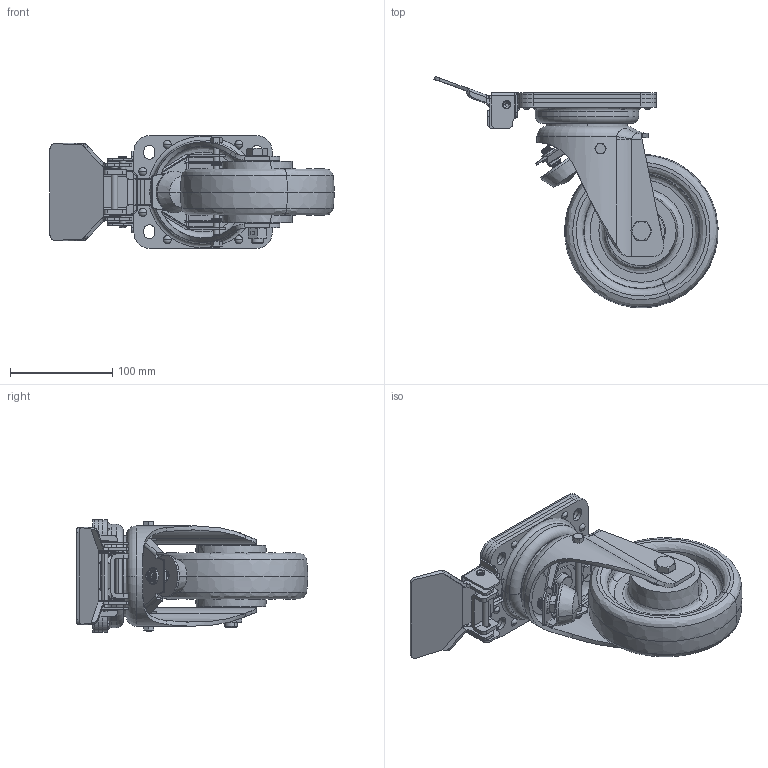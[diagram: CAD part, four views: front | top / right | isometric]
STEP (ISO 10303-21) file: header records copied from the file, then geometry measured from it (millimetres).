
FILE_DESCRIPTION (( 'STEP AP214' ), '1' );
FILE_NAME ('0041556BL_L-IG-PAM-150-K-3-DSP.STEP', '2016-01-29T10:55:00', ( '' ), ( '' ), 'SwSTEP 2.0', 'SolidWorks 2014', '' );
FILE_SCHEMA (( 'AUTOMOTIVE_DESIGN' ));
Length unit declared in the file: millimetre
Products named in the file (1): 0041556BL_L-IG-PAM-150-K-3-DSP
Bounding box: 277.44 x 225.95 x 110 mm (x, y, z)
Surface area: 251321.9 mm2 (no closed solid volume)
Topology: 0 solids, 52 shells, 650 faces, 2066 edges, 1433 vertices
Faces by surface type: plane 235, cylinder 173, bspline 122, cone 53, torus 45, sphere 22
Entity records: 45660 total; most frequent: CARTESIAN_POINT 21075, DIRECTION 3481, ORIENTED_EDGE 3386, EDGE_CURVE 2052, VERTEX_POINT 1426, AXIS2_PLACEMENT_3D 1313, VECTOR 855, LINE 855
